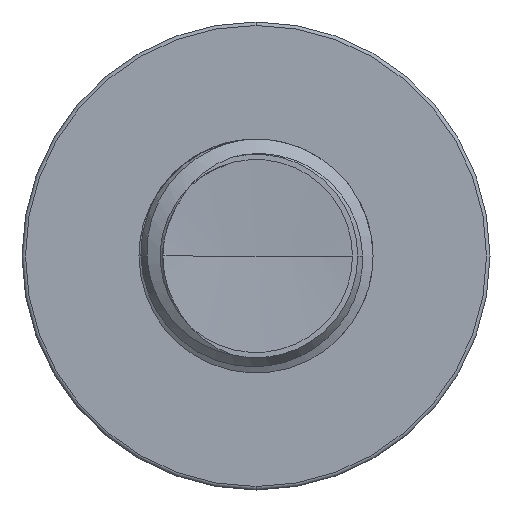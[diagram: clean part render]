
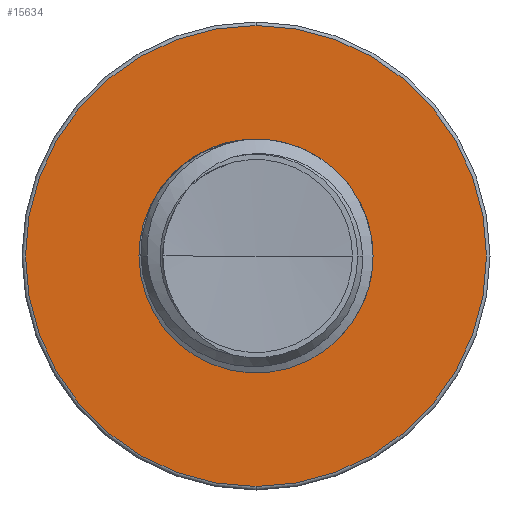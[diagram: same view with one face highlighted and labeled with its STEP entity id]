
A CAD part, front view. The second image highlights one B-rep face of the part: STEP entity #15634.
In plain terms, the highlighted planar face has unit normal (0, -1, 0).
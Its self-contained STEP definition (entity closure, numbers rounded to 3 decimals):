
#457 = EDGE_CURVE ( 'NONE', #17958, #10750, #15304, .T. ) ;
#644 = ORIENTED_EDGE ( 'NONE', *, *, #14228, .T. ) ;
#718 = CIRCLE ( 'NONE', #16046, 5.91 ) ;
#1556 = CARTESIAN_POINT ( 'NONE',  ( 0., 7., 2.923 ) ) ;
#2210 = VERTEX_POINT ( 'NONE', #5941 ) ;
#3142 = VERTEX_POINT ( 'NONE', #3568 ) ;
#3568 = CARTESIAN_POINT ( 'NONE',  ( 0., 7., 5.91 ) ) ;
#3569 = AXIS2_PLACEMENT_3D ( 'NONE', #16842, #7570, #18410 ) ;
#3715 = AXIS2_PLACEMENT_3D ( 'NONE', #7076, #6530, #7105 ) ;
#4386 = AXIS2_PLACEMENT_3D ( 'NONE', #18223, #8934, #19763 ) ;
#5941 = CARTESIAN_POINT ( 'NONE',  ( 0., 7., -5.91 ) ) ;
#6190 = ORIENTED_EDGE ( 'NONE', *, *, #19080, .F. ) ;
#6498 = ORIENTED_EDGE ( 'NONE', *, *, #457, .F. ) ;
#6530 = DIRECTION ( 'NONE',  ( 0., -1., 0. ) ) ;
#6580 = PLANE ( 'NONE',  #15268 ) ;
#7076 = CARTESIAN_POINT ( 'NONE',  ( 0., 7., 0. ) ) ;
#7105 = DIRECTION ( 'NONE',  ( 0., 0., -1. ) ) ;
#7394 = FACE_OUTER_BOUND ( 'NONE', #18681, .T. ) ;
#7570 = DIRECTION ( 'NONE',  ( 0., -1., 0. ) ) ;
#7669 = CARTESIAN_POINT ( 'NONE',  ( 0., 7., 0. ) ) ;
#8124 = DIRECTION ( 'NONE',  ( 0., 0., -1. ) ) ;
#8934 = DIRECTION ( 'NONE',  ( 0., -1., 0. ) ) ;
#9216 = DIRECTION ( 'NONE',  ( 0., 0., -1. ) ) ;
#10405 = CARTESIAN_POINT ( 'NONE',  ( 0., 7., -2.923 ) ) ;
#10750 = VERTEX_POINT ( 'NONE', #13221 ) ;
#11481 = CIRCLE ( 'NONE', #4386, 5.91 ) ;
#11498 = FACE_BOUND ( 'NONE', #12108, .T. ) ;
#12108 = EDGE_LOOP ( 'NONE', ( #6498, #6190 ) ) ;
#12626 = ORIENTED_EDGE ( 'NONE', *, *, #18010, .T. ) ;
#13221 = CARTESIAN_POINT ( 'NONE',  ( 0., 7., 2.923 ) ) ;
#14228 = EDGE_CURVE ( 'NONE', #2210, #3142, #718, .T. ) ;
#15268 = AXIS2_PLACEMENT_3D ( 'NONE', #1556, #17395, #8124 ) ;
#15304 = CIRCLE ( 'NONE', #3715, 2.923 ) ;
#15634 = ADVANCED_FACE ( 'NONE', ( #7394, #11498 ), #6580, .T. ) ;
#16046 = AXIS2_PLACEMENT_3D ( 'NONE', #7669, #18501, #9216 ) ;
#16842 = CARTESIAN_POINT ( 'NONE',  ( 0., 7., 0. ) ) ;
#17395 = DIRECTION ( 'NONE',  ( 0., -1., 0. ) ) ;
#17958 = VERTEX_POINT ( 'NONE', #10405 ) ;
#18010 = EDGE_CURVE ( 'NONE', #3142, #2210, #11481, .T. ) ;
#18223 = CARTESIAN_POINT ( 'NONE',  ( 0., 7., 0. ) ) ;
#18410 = DIRECTION ( 'NONE',  ( 0., 0., -1. ) ) ;
#18501 = DIRECTION ( 'NONE',  ( 0., -1., 0. ) ) ;
#18681 = EDGE_LOOP ( 'NONE', ( #644, #12626 ) ) ;
#19080 = EDGE_CURVE ( 'NONE', #10750, #17958, #19973, .T. ) ;
#19763 = DIRECTION ( 'NONE',  ( 0., 0., -1. ) ) ;
#19973 = CIRCLE ( 'NONE', #3569, 2.923 ) ;
